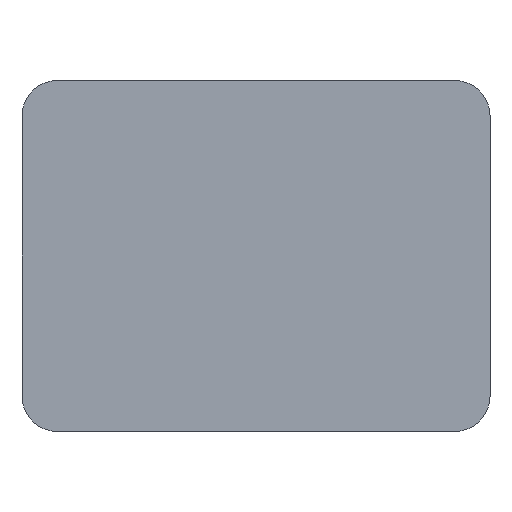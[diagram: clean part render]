
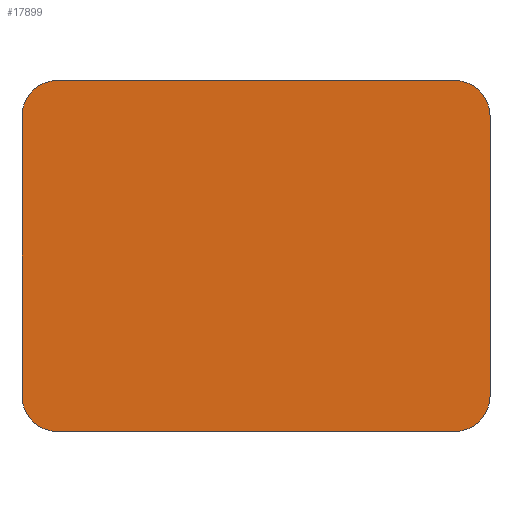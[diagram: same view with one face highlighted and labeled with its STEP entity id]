
A CAD part, front view. The second image highlights one B-rep face of the part: STEP entity #17899.
In plain terms, the highlighted planar face has unit normal (0, -1, 0).
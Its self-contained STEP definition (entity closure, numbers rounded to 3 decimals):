
#28 = ORIENTED_EDGE ( 'NONE', *, *, #3261, .F. ) ;
#261 = CIRCLE ( 'NONE', #13759, 30. ) ;
#272 = ORIENTED_EDGE ( 'NONE', *, *, #11311, .F. ) ;
#421 = ORIENTED_EDGE ( 'NONE', *, *, #21824, .F. ) ;
#501 = CARTESIAN_POINT ( 'NONE',  ( -49.651, -163.683, 108.12 ) ) ;
#545 = DIRECTION ( 'NONE',  ( 0., 0., -1. ) ) ;
#718 = AXIS2_PLACEMENT_3D ( 'NONE', #5965, #13357, #545 ) ;
#939 = VECTOR ( 'NONE', #7140, 1000. ) ;
#1082 = CARTESIAN_POINT ( 'NONE',  ( -49.651, -163.683, 377.82 ) ) ;
#2134 = ORIENTED_EDGE ( 'NONE', *, *, #17731, .F. ) ;
#3240 = ORIENTED_EDGE ( 'NONE', *, *, #6371, .F. ) ;
#3261 = EDGE_CURVE ( 'NONE', #22145, #17353, #7465, .T. ) ;
#3394 = LINE ( 'NONE', #20230, #939 ) ;
#3414 = DIRECTION ( 'NONE',  ( 0., 0., 1. ) ) ;
#3627 = VECTOR ( 'NONE', #3702, 1000. ) ;
#3702 = DIRECTION ( 'NONE',  ( 1., 0., 0. ) ) ;
#4180 = ORIENTED_EDGE ( 'NONE', *, *, #15983, .F. ) ;
#4289 = CARTESIAN_POINT ( 'NONE',  ( -79.651, -163.683, 108.12 ) ) ;
#4842 = CARTESIAN_POINT ( 'NONE',  ( -79.651, -163.683, 347.82 ) ) ;
#5706 = DIRECTION ( 'NONE',  ( 0., 1., 0. ) ) ;
#5920 = FACE_OUTER_BOUND ( 'NONE', #16042, .T. ) ;
#5965 = CARTESIAN_POINT ( 'NONE',  ( 290.049, -163.683, 108.12 ) ) ;
#6371 = EDGE_CURVE ( 'NONE', #7851, #17999, #17545, .T. ) ;
#6917 = ORIENTED_EDGE ( 'NONE', *, *, #20877, .F. ) ;
#7140 = DIRECTION ( 'NONE',  ( 0., 0., -1. ) ) ;
#7465 = LINE ( 'NONE', #22134, #3627 ) ;
#7851 = VERTEX_POINT ( 'NONE', #12275 ) ;
#7912 = VERTEX_POINT ( 'NONE', #8532 ) ;
#8160 = LINE ( 'NONE', #4289, #17785 ) ;
#8254 = DIRECTION ( 'NONE',  ( 0., 1., 0. ) ) ;
#8532 = CARTESIAN_POINT ( 'NONE',  ( 320.049, -163.683, 347.82 ) ) ;
#8963 = VERTEX_POINT ( 'NONE', #22709 ) ;
#9806 = DIRECTION ( 'NONE',  ( 1., 0., 0. ) ) ;
#9831 = CARTESIAN_POINT ( 'NONE',  ( 290.049, -163.683, 377.82 ) ) ;
#9960 = DIRECTION ( 'NONE',  ( 0., 0., 1. ) ) ;
#10103 = CIRCLE ( 'NONE', #19753, 30. ) ;
#11311 = EDGE_CURVE ( 'NONE', #8963, #13342, #20038, .T. ) ;
#11844 = CARTESIAN_POINT ( 'NONE',  ( -79.651, -163.683, 108.12 ) ) ;
#11890 = CARTESIAN_POINT ( 'NONE',  ( -49.651, -163.683, 108.12 ) ) ;
#12149 = ORIENTED_EDGE ( 'NONE', *, *, #23319, .F. ) ;
#12275 = CARTESIAN_POINT ( 'NONE',  ( -49.651, -163.683, 78.12 ) ) ;
#13257 = AXIS2_PLACEMENT_3D ( 'NONE', #501, #18986, #9806 ) ;
#13342 = VERTEX_POINT ( 'NONE', #18547 ) ;
#13357 = DIRECTION ( 'NONE',  ( 0., 1., 0. ) ) ;
#13759 = AXIS2_PLACEMENT_3D ( 'NONE', #16846, #5706, #22435 ) ;
#14438 = CARTESIAN_POINT ( 'NONE',  ( -49.651, -163.683, 347.82 ) ) ;
#15237 = AXIS2_PLACEMENT_3D ( 'NONE', #11890, #8254, #9960 ) ;
#15652 = DIRECTION ( 'NONE',  ( 0., 0., 1. ) ) ;
#15983 = EDGE_CURVE ( 'NONE', #18806, #22145, #10103, .T. ) ;
#16042 = EDGE_LOOP ( 'NONE', ( #3240, #421, #272, #2134, #12149, #28, #4180, #6917 ) ) ;
#16846 = CARTESIAN_POINT ( 'NONE',  ( 290.049, -163.683, 347.82 ) ) ;
#17068 = PLANE ( 'NONE',  #13257 ) ;
#17353 = VERTEX_POINT ( 'NONE', #9831 ) ;
#17545 = CIRCLE ( 'NONE', #15237, 30. ) ;
#17731 = EDGE_CURVE ( 'NONE', #7912, #8963, #3394, .T. ) ;
#17785 = VECTOR ( 'NONE', #15652, 1000. ) ;
#17899 = ADVANCED_FACE ( 'NONE', ( #5920 ), #17068, .F. ) ;
#17999 = VERTEX_POINT ( 'NONE', #11844 ) ;
#18547 = CARTESIAN_POINT ( 'NONE',  ( 290.049, -163.683, 78.12 ) ) ;
#18806 = VERTEX_POINT ( 'NONE', #4842 ) ;
#18986 = DIRECTION ( 'NONE',  ( 0., 1., 0. ) ) ;
#19753 = AXIS2_PLACEMENT_3D ( 'NONE', #14438, #23757, #3414 ) ;
#19761 = DIRECTION ( 'NONE',  ( -1., 0., 0. ) ) ;
#19797 = VECTOR ( 'NONE', #19761, 1000. ) ;
#19879 = CARTESIAN_POINT ( 'NONE',  ( -49.651, -163.683, 78.12 ) ) ;
#20038 = CIRCLE ( 'NONE', #718, 30. ) ;
#20230 = CARTESIAN_POINT ( 'NONE',  ( 320.049, -163.683, 108.12 ) ) ;
#20877 = EDGE_CURVE ( 'NONE', #17999, #18806, #8160, .T. ) ;
#21596 = LINE ( 'NONE', #19879, #19797 ) ;
#21824 = EDGE_CURVE ( 'NONE', #13342, #7851, #21596, .T. ) ;
#22134 = CARTESIAN_POINT ( 'NONE',  ( -49.651, -163.683, 377.82 ) ) ;
#22145 = VERTEX_POINT ( 'NONE', #1082 ) ;
#22435 = DIRECTION ( 'NONE',  ( 0., 0., 1. ) ) ;
#22709 = CARTESIAN_POINT ( 'NONE',  ( 320.049, -163.683, 108.12 ) ) ;
#23319 = EDGE_CURVE ( 'NONE', #17353, #7912, #261, .T. ) ;
#23757 = DIRECTION ( 'NONE',  ( 0., 1., 0. ) ) ;
